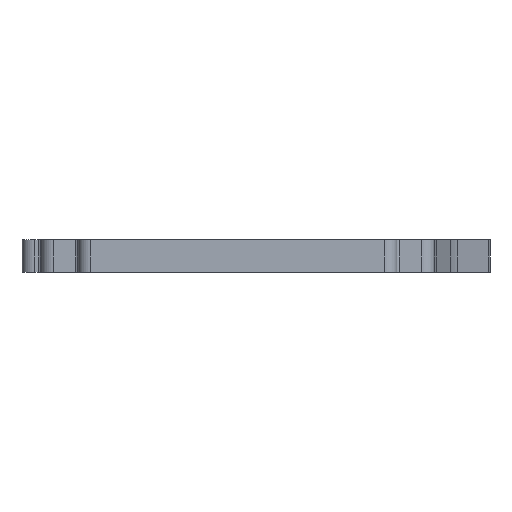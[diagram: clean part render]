
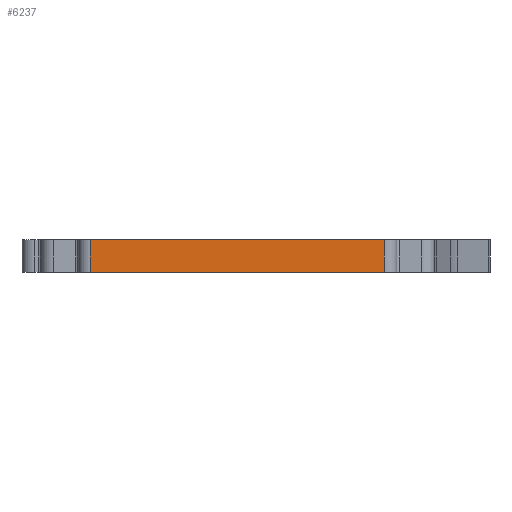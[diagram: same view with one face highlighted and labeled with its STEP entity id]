
A CAD part, left-side view. The second image highlights one B-rep face of the part: STEP entity #6237.
In plain terms, the highlighted planar face has unit normal (-1, 0, 0).
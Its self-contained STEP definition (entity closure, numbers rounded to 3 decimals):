
#3229 = VERTEX_POINT('',#3230);
#3230 = CARTESIAN_POINT('',(-40.7,85.,0.));
#3237 = EDGE_CURVE('',#3238,#3229,#3240,.T.);
#3238 = VERTEX_POINT('',#3239);
#3239 = CARTESIAN_POINT('',(-40.7,10.,0.));
#3240 = LINE('',#3241,#3242);
#3241 = CARTESIAN_POINT('',(-40.7,65.591,0.));
#3242 = VECTOR('',#3243,1.);
#3243 = DIRECTION('',(0.,1.,0.));
#6217 = VERTEX_POINT('',#6218);
#6218 = CARTESIAN_POINT('',(-40.7,85.,8.3));
#6225 = EDGE_CURVE('',#3229,#6217,#6226,.T.);
#6226 = LINE('',#6227,#6228);
#6227 = CARTESIAN_POINT('',(-40.7,85.,0.));
#6228 = VECTOR('',#6229,1.);
#6229 = DIRECTION('',(0.,0.,1.));
#6237 = ADVANCED_FACE('',(#6238),#6256,.F.);
#6238 = FACE_BOUND('',#6239,.F.);
#6239 = EDGE_LOOP('',(#6240,#6248,#6254,#6255));
#6240 = ORIENTED_EDGE('',*,*,#6241,.T.);
#6241 = EDGE_CURVE('',#6217,#6242,#6244,.T.);
#6242 = VERTEX_POINT('',#6243);
#6243 = CARTESIAN_POINT('',(-40.7,10.,8.3));
#6244 = LINE('',#6245,#6246);
#6245 = CARTESIAN_POINT('',(-40.7,65.591,8.3));
#6246 = VECTOR('',#6247,1.);
#6247 = DIRECTION('',(0.,-1.,0.));
#6248 = ORIENTED_EDGE('',*,*,#6249,.F.);
#6249 = EDGE_CURVE('',#3238,#6242,#6250,.T.);
#6250 = LINE('',#6251,#6252);
#6251 = CARTESIAN_POINT('',(-40.7,10.,0.));
#6252 = VECTOR('',#6253,1.);
#6253 = DIRECTION('',(0.,0.,1.));
#6254 = ORIENTED_EDGE('',*,*,#3237,.T.);
#6255 = ORIENTED_EDGE('',*,*,#6225,.T.);
#6256 = PLANE('',#6257);
#6257 = AXIS2_PLACEMENT_3D('',#6258,#6259,#6260);
#6258 = CARTESIAN_POINT('',(-40.7,85.,0.));
#6259 = DIRECTION('',(1.,0.,0.));
#6260 = DIRECTION('',(0.,-1.,0.));
